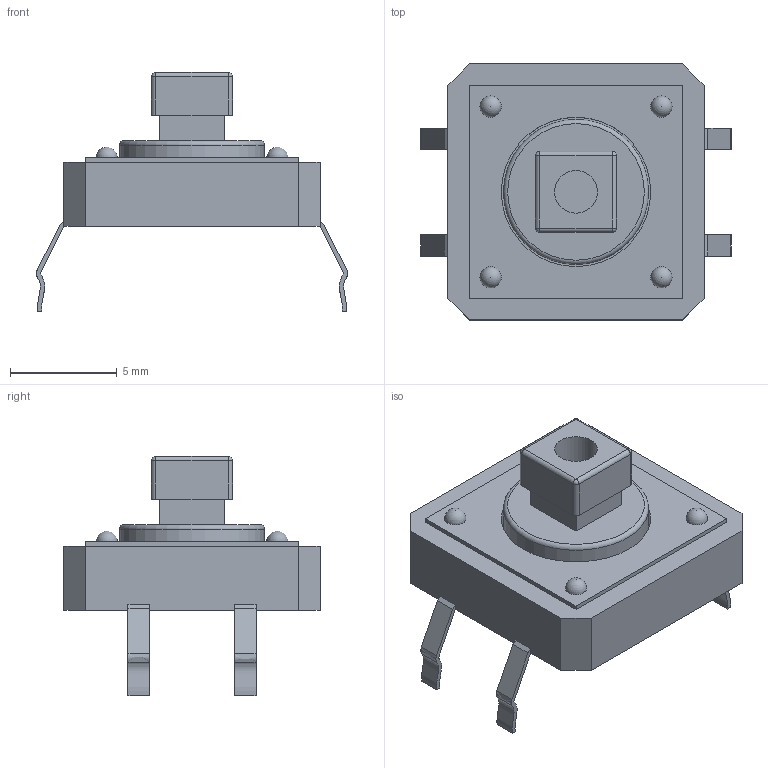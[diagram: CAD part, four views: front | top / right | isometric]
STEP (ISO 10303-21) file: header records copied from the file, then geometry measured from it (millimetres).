
FILE_DESCRIPTION(/* description */ (''),/* implementation_level */ '2;1');
FILE_NAME(/* name */ 'button 12x12.step',/* time_stamp */ '2023-03-20T22:54:21+10:00',/* author */ (''),/* organization */ (''),/* preprocessor_version */ 'ST-DEVELOPER v19.2',/* originating_system */ 'Autodesk Translation Framework v11.17.0.187',/* authorisation */ '');
FILE_SCHEMA (('AUTOMOTIVE_DESIGN { 1 0 10303 214 3 1 1 }'));
Length unit declared in the file: millimetre
Products named in the file (1): кнопка большая
Bounding box: 14.57 x 12 x 11.2 mm (x, y, z)
Volume: 501.6 mm3; surface area: 1070.9 mm2
Topology: 7 solids, 7 shells, 102 faces, 236 edges, 152 vertices
Faces by surface type: plane 62, cylinder 19, bspline 12, sphere 8, torus 1
Full cylindrical faces by diameter (mm): 1 x8, 2 x1, 6.8 x1, 7 x1
Entity records: 3373 total; most frequent: CARTESIAN_POINT 1067, ORIENTED_EDGE 464, DIRECTION 427, EDGE_CURVE 232, LINE 155, VECTOR 155, VERTEX_POINT 152, AXIS2_PLACEMENT_3D 136
